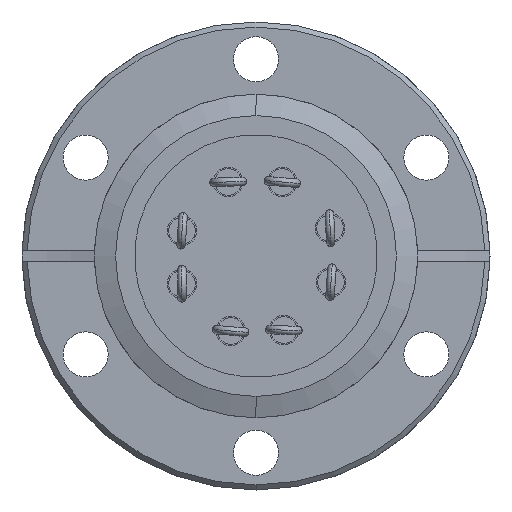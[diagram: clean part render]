
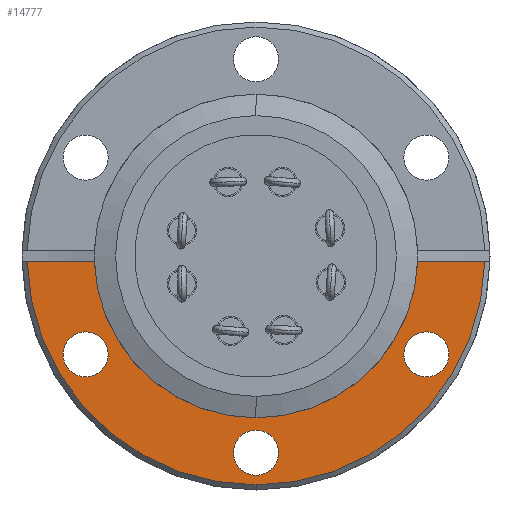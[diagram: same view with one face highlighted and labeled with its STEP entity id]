
A CAD part, front view. The second image highlights one B-rep face of the part: STEP entity #14777.
In plain terms, the highlighted planar face has unit normal (0, -1, 0).
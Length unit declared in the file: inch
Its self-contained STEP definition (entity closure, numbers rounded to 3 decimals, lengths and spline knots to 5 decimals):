
#162 = CARTESIAN_POINT ( 'NONE',  ( 1.00113, 0.65226, -0.7105 ) ) ;
#163 = CARTESIAN_POINT ( 'NONE',  ( 1.00113, 0.65226, -0.4455 ) ) ;
#178 = CARTESIAN_POINT ( 'NONE',  ( -1.00113, 0.65226, -0.7105 ) ) ;
#179 = CARTESIAN_POINT ( 'NONE',  ( -1.00113, 0.65226, -0.4455 ) ) ;
#182 = CARTESIAN_POINT ( 'NONE',  ( 0., 0.65226, -1.2885 ) ) ;
#183 = CARTESIAN_POINT ( 'NONE',  ( 0., 0.65226, -1.0235 ) ) ;
#198 = CARTESIAN_POINT ( 'NONE',  ( 1.34464, 0.65226, -0.031 ) ) ;
#200 = CARTESIAN_POINT ( 'NONE',  ( 0., 0.65226, -0.951 ) ) ;
#202 = CARTESIAN_POINT ( 'NONE',  ( 0.95049, 0.65226, -0.031 ) ) ;
#204 = CARTESIAN_POINT ( 'NONE',  ( 0., 0.65226, -1.345 ) ) ;
#1618 = EDGE_CURVE ( 'NONE', #4065, #3329, #10976, .T. ) ;
#1620 = EDGE_CURVE ( 'NONE', #3288, #3287, #10980, .T. ) ;
#1621 = EDGE_CURVE ( 'NONE', #3304, #3303, #10975, .T. ) ;
#1622 = EDGE_CURVE ( 'NONE', #3308, #3307, #10973, .T. ) ;
#1623 = EDGE_CURVE ( 'NONE', #4067, #3325, #10974, .T. ) ;
#1624 = EDGE_CURVE ( 'NONE', #4067, #4065, #10972, .T. ) ;
#1625 = EDGE_CURVE ( 'NONE', #3327, #3323, #10970, .T. ) ;
#1663 = CARTESIAN_POINT ( 'NONE',  ( -1.34464, 0.65226, -0.031 ) ) ;
#1665 = CARTESIAN_POINT ( 'NONE',  ( -0.95049, 0.65226, -0.031 ) ) ;
#2181 = CARTESIAN_POINT ( 'NONE',  ( 0., 0.65226, 0. ) ) ;
#2182 = DIRECTION ( 'NONE',  ( 0., -1., 0. ) ) ;
#2183 = DIRECTION ( 'NONE',  ( 0., 0., 1. ) ) ;
#2186 = DIRECTION ( 'NONE',  ( -1., 0., 0. ) ) ;
#2188 = CARTESIAN_POINT ( 'NONE',  ( 1.00113, 0.65226, -0.578 ) ) ;
#2189 = DIRECTION ( 'NONE',  ( 0., -1., 0. ) ) ;
#2190 = DIRECTION ( 'NONE',  ( -0.866, 0., 0.5 ) ) ;
#2191 = CARTESIAN_POINT ( 'NONE',  ( -1.00113, 0.65226, -0.578 ) ) ;
#2192 = DIRECTION ( 'NONE',  ( 0., -1., 0. ) ) ;
#2193 = DIRECTION ( 'NONE',  ( 0.866, 0., 0.5 ) ) ;
#2194 = CARTESIAN_POINT ( 'NONE',  ( 0., 0.65226, -1.156 ) ) ;
#2195 = DIRECTION ( 'NONE',  ( 0., -1., 0. ) ) ;
#2196 = DIRECTION ( 'NONE',  ( 0., 0., 1. ) ) ;
#2197 = CARTESIAN_POINT ( 'NONE',  ( 1.345, 0.65226, -0.031 ) ) ;
#2198 = CARTESIAN_POINT ( 'NONE',  ( 0., 0.65226, 0. ) ) ;
#2199 = DIRECTION ( 'NONE',  ( 0., -1., 0. ) ) ;
#2200 = DIRECTION ( 'NONE',  ( 0., 0., 1. ) ) ;
#2201 = CARTESIAN_POINT ( 'NONE',  ( 1.345, 0.65226, -0.031 ) ) ;
#2203 = DIRECTION ( 'NONE',  ( 1., 0., 0. ) ) ;
#3287 = VERTEX_POINT ( 'NONE', #162 ) ;
#3288 = VERTEX_POINT ( 'NONE', #163 ) ;
#3303 = VERTEX_POINT ( 'NONE', #178 ) ;
#3304 = VERTEX_POINT ( 'NONE', #179 ) ;
#3307 = VERTEX_POINT ( 'NONE', #182 ) ;
#3308 = VERTEX_POINT ( 'NONE', #183 ) ;
#3323 = VERTEX_POINT ( 'NONE', #198 ) ;
#3325 = VERTEX_POINT ( 'NONE', #200 ) ;
#3327 = VERTEX_POINT ( 'NONE', #202 ) ;
#3329 = VERTEX_POINT ( 'NONE', #204 ) ;
#3477 = AXIS2_PLACEMENT_3D ( 'NONE', #8296, #8293, #8299 ) ;
#4065 = VERTEX_POINT ( 'NONE', #1663 ) ;
#4067 = VERTEX_POINT ( 'NONE', #1665 ) ;
#5213 = ORIENTED_EDGE ( 'NONE', *, *, #14476, .F. ) ;
#5214 = ORIENTED_EDGE ( 'NONE', *, *, #1618, .T. ) ;
#5215 = ORIENTED_EDGE ( 'NONE', *, *, #1623, .F. ) ;
#5216 = ORIENTED_EDGE ( 'NONE', *, *, #14519, .F. ) ;
#5217 = ORIENTED_EDGE ( 'NONE', *, *, #14525, .T. ) ;
#5219 = ORIENTED_EDGE ( 'NONE', *, *, #1624, .T. ) ;
#5222 = ORIENTED_EDGE ( 'NONE', *, *, #14496, .F. ) ;
#5223 = ORIENTED_EDGE ( 'NONE', *, *, #1625, .F. ) ;
#5224 = ORIENTED_EDGE ( 'NONE', *, *, #14492, .F. ) ;
#5226 = ORIENTED_EDGE ( 'NONE', *, *, #1620, .F. ) ;
#5238 = ORIENTED_EDGE ( 'NONE', *, *, #1622, .F. ) ;
#5240 = ORIENTED_EDGE ( 'NONE', *, *, #1621, .F. ) ;
#5645 = FACE_BOUND ( 'NONE', #12797, .T. ) ;
#5649 = FACE_OUTER_BOUND ( 'NONE', #12798, .T. ) ;
#5650 = FACE_BOUND ( 'NONE', #12796, .T. ) ;
#5651 = FACE_BOUND ( 'NONE', #12801, .T. ) ;
#6083 = CIRCLE ( 'NONE', #9024, 1.345 ) ;
#6104 = CIRCLE ( 'NONE', #9026, 0.951 ) ;
#6131 = CIRCLE ( 'NONE', #9036, 0.1325 ) ;
#6137 = CIRCLE ( 'NONE', #9038, 0.1325 ) ;
#6266 = CIRCLE ( 'NONE', #9046, 0.1325 ) ;
#6757 = CARTESIAN_POINT ( 'NONE',  ( -1.00113, 0.65226, -0.578 ) ) ;
#6758 = DIRECTION ( 'NONE',  ( 0., -1., 0. ) ) ;
#6759 = DIRECTION ( 'NONE',  ( 0.866, 0., 0.5 ) ) ;
#6766 = CARTESIAN_POINT ( 'NONE',  ( 0., 0.65226, -1.156 ) ) ;
#6767 = DIRECTION ( 'NONE',  ( 0., -1., 0. ) ) ;
#6768 = DIRECTION ( 'NONE',  ( 0., 0., 1. ) ) ;
#6825 = CARTESIAN_POINT ( 'NONE',  ( 0., 0.65226, 0. ) ) ;
#6826 = DIRECTION ( 'NONE',  ( 0., -1., 0. ) ) ;
#6827 = DIRECTION ( 'NONE',  ( 0., 0., 1. ) ) ;
#6840 = CARTESIAN_POINT ( 'NONE',  ( 0., 0.65226, 0. ) ) ;
#6841 = DIRECTION ( 'NONE',  ( 0., -1., 0. ) ) ;
#6842 = DIRECTION ( 'NONE',  ( 0., 0., 1. ) ) ;
#8293 = DIRECTION ( 'NONE',  ( 0., -1., 0. ) ) ;
#8296 = CARTESIAN_POINT ( 'NONE',  ( 1.345, 0.65226, 0. ) ) ;
#8298 = PLANE ( 'NONE',  #3477 ) ;
#8299 = DIRECTION ( 'NONE',  ( 0., 0., 1. ) ) ;
#8946 = CARTESIAN_POINT ( 'NONE',  ( 1.00113, 0.65226, -0.578 ) ) ;
#8947 = DIRECTION ( 'NONE',  ( 0., -1., 0. ) ) ;
#8948 = DIRECTION ( 'NONE',  ( -0.866, 0., 0.5 ) ) ;
#9024 = AXIS2_PLACEMENT_3D ( 'NONE', #6840, #6841, #6842 ) ;
#9026 = AXIS2_PLACEMENT_3D ( 'NONE', #6825, #6826, #6827 ) ;
#9036 = AXIS2_PLACEMENT_3D ( 'NONE', #6766, #6767, #6768 ) ;
#9038 = AXIS2_PLACEMENT_3D ( 'NONE', #6757, #6758, #6759 ) ;
#9046 = AXIS2_PLACEMENT_3D ( 'NONE', #8946, #8947, #8948 ) ;
#10967 = VECTOR ( 'NONE', #2203, 39.37008 ) ;
#10969 = VECTOR ( 'NONE', #2186, 39.37008 ) ;
#10970 = LINE ( 'NONE', #2201, #10967 ) ;
#10972 = LINE ( 'NONE', #2197, #10969 ) ;
#10973 = CIRCLE ( 'NONE', #12257, 0.1325 ) ;
#10974 = CIRCLE ( 'NONE', #12256, 0.951 ) ;
#10975 = CIRCLE ( 'NONE', #12258, 0.1325 ) ;
#10976 = CIRCLE ( 'NONE', #12260, 1.345 ) ;
#10980 = CIRCLE ( 'NONE', #12259, 0.1325 ) ;
#12256 = AXIS2_PLACEMENT_3D ( 'NONE', #2198, #2199, #2200 ) ;
#12257 = AXIS2_PLACEMENT_3D ( 'NONE', #2194, #2195, #2196 ) ;
#12258 = AXIS2_PLACEMENT_3D ( 'NONE', #2191, #2192, #2193 ) ;
#12259 = AXIS2_PLACEMENT_3D ( 'NONE', #2188, #2189, #2190 ) ;
#12260 = AXIS2_PLACEMENT_3D ( 'NONE', #2181, #2182, #2183 ) ;
#12796 = EDGE_LOOP ( 'NONE', ( #5226, #5213 ) ) ;
#12797 = EDGE_LOOP ( 'NONE', ( #5240, #5224 ) ) ;
#12798 = EDGE_LOOP ( 'NONE', ( #5215, #5219, #5214, #5217, #5223, #5216 ) ) ;
#12801 = EDGE_LOOP ( 'NONE', ( #5238, #5222 ) ) ;
#14476 = EDGE_CURVE ( 'NONE', #3287, #3288, #6266, .T. ) ;
#14492 = EDGE_CURVE ( 'NONE', #3303, #3304, #6137, .T. ) ;
#14496 = EDGE_CURVE ( 'NONE', #3307, #3308, #6131, .T. ) ;
#14519 = EDGE_CURVE ( 'NONE', #3325, #3327, #6104, .T. ) ;
#14525 = EDGE_CURVE ( 'NONE', #3329, #3323, #6083, .T. ) ;
#14777 = ADVANCED_FACE ( 'NONE', ( #5650, #5645, #5651, #5649 ), #8298, .T. ) ;
